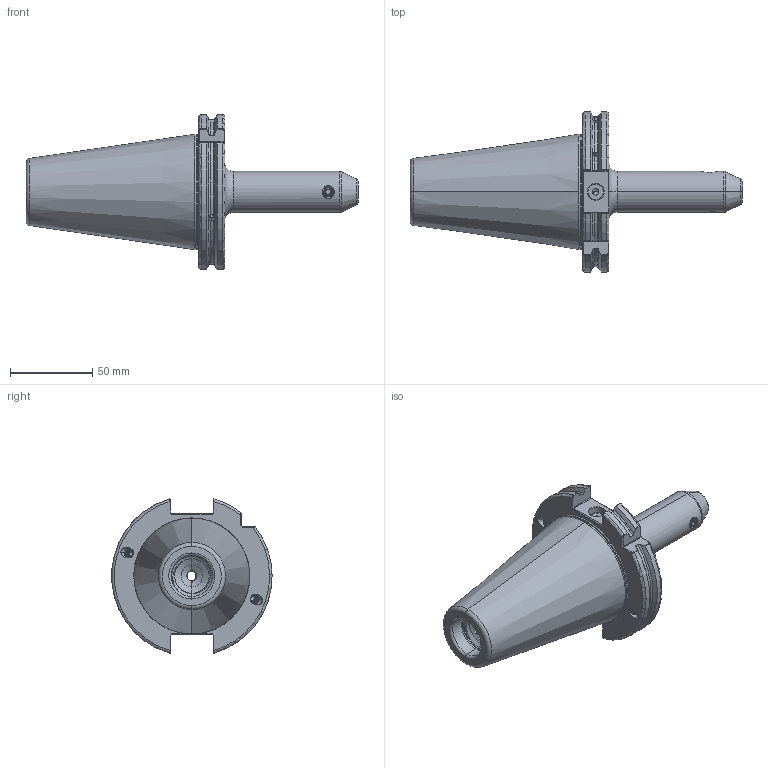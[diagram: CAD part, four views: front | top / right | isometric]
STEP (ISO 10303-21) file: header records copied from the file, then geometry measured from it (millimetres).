
FILE_DESCRIPTION (( 'STEP AP203' ), '1' );
FILE_NAME ('503.04.06.1.K.STEP', '2016-11-25T08:34:46', ( '' ), ( '' ), 'SwSTEP 2.0', 'SolidWorks 2012', '' );
FILE_SCHEMA (( 'CONFIG_CONTROL_DESIGN' ));
Length unit declared in the file: millimetre
Products named in the file (4): 2-02511001U1_d5.8x1.9(側固出水6); 側固6_M6x1_10L; 503.04.06.1.K
Assembly tree (3 placements, depth 2):
  503.04.06.1.K
    503.04.06.1.K
    2-02511001U1_d5.8x1.9(側固出水6)
    側固6_M6x1_10L
Bounding box: 201.75 x 97.33 x 93.81 mm (x, y, z)
Volume: 357581.7 mm3; surface area: 55137.7 mm2
Topology: 3 solids, 3 shells, 384 faces, 1032 edges, 644 vertices
Faces by surface type: cylinder 163, plane 76, cone 52, torus 48, bspline 43, sphere 2
Entity records: 31113 total; most frequent: CARTESIAN_POINT 22276, ORIENTED_EDGE 2032, DIRECTION 1451, EDGE_CURVE 1016, VERTEX_POINT 644, AXIS2_PLACEMENT_3D 567, EDGE_LOOP 404, FACE_OUTER_BOUND 384
